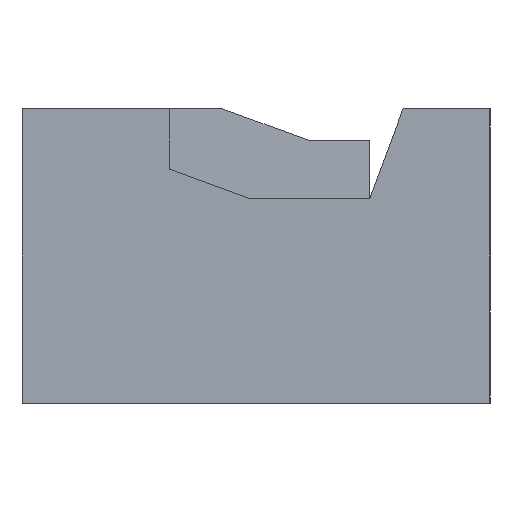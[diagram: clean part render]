
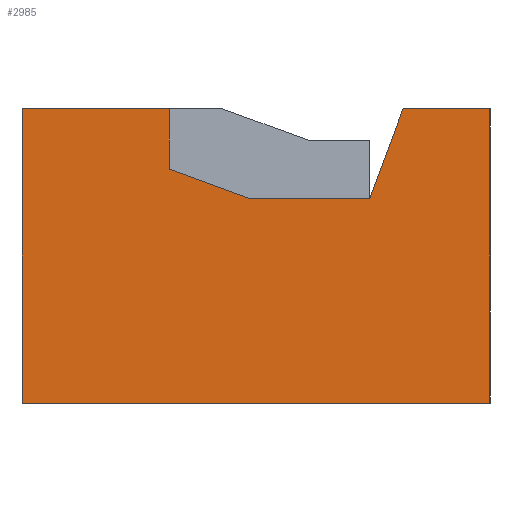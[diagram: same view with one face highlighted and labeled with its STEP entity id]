
A CAD part, left-side view. The second image highlights one B-rep face of the part: STEP entity #2985.
In plain terms, the highlighted planar face has unit normal (-1, 0, 0).
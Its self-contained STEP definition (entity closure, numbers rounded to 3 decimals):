
#1=DIRECTION('',(0.,-1.,0.));
#2=VECTOR('',#1,3.5);
#3=CARTESIAN_POINT('',(-2.775,1.75,-1.1));
#4=LINE('',#3,#2);
#17=DIRECTION('',(0.,0.349,-0.937));
#18=VECTOR('',#17,0.715);
#19=CARTESIAN_POINT('',(-2.775,-1.1,1.1));
#20=LINE('',#19,#18);
#21=DIRECTION('',(0.,0.,1.));
#22=VECTOR('',#21,2.2);
#23=CARTESIAN_POINT('',(-2.775,1.75,-1.1));
#24=LINE('',#23,#22);
#25=DIRECTION('',(0.,0.,-1.));
#26=VECTOR('',#25,0.45);
#27=CARTESIAN_POINT('',(-2.775,0.65,1.1));
#28=LINE('',#27,#26);
#29=DIRECTION('',(0.,0.939,0.345));
#30=VECTOR('',#29,0.639);
#31=CARTESIAN_POINT('',(-2.775,0.05,0.43));
#32=LINE('',#31,#30);
#33=DIRECTION('',(0.,1.,0.));
#34=VECTOR('',#33,0.9);
#35=CARTESIAN_POINT('',(-2.775,-0.85,0.43));
#36=LINE('',#35,#34);
#133=DIRECTION('',(0.,-1.,0.));
#134=VECTOR('',#133,0.65);
#135=CARTESIAN_POINT('',(-2.775,-1.1,1.1));
#136=LINE('',#135,#134);
#165=DIRECTION('',(0.,-1.,0.));
#166=VECTOR('',#165,1.1);
#167=CARTESIAN_POINT('',(-2.775,1.75,1.1));
#168=LINE('',#167,#166);
#253=DIRECTION('',(0.,0.,1.));
#254=VECTOR('',#253,2.2);
#255=CARTESIAN_POINT('',(-2.775,-1.75,-1.1));
#256=LINE('',#255,#254);
#2237=CARTESIAN_POINT('',(-2.775,1.75,-1.1));
#2238=CARTESIAN_POINT('',(-2.775,-1.75,-1.1));
#2239=VERTEX_POINT('',#2237);
#2240=VERTEX_POINT('',#2238);
#2245=CARTESIAN_POINT('',(-2.775,-1.75,1.1));
#2247=VERTEX_POINT('',#2245);
#2250=CARTESIAN_POINT('',(-2.775,1.75,1.1));
#2252=VERTEX_POINT('',#2250);
#2269=CARTESIAN_POINT('',(-2.775,-1.1,1.1));
#2270=CARTESIAN_POINT('',(-2.775,-0.85,0.43));
#2271=VERTEX_POINT('',#2269);
#2272=VERTEX_POINT('',#2270);
#2273=CARTESIAN_POINT('',(-2.775,0.05,0.43));
#2274=VERTEX_POINT('',#2273);
#2275=CARTESIAN_POINT('',(-2.775,0.65,0.65));
#2276=VERTEX_POINT('',#2275);
#2277=CARTESIAN_POINT('',(-2.775,0.65,1.1));
#2278=VERTEX_POINT('',#2277);
#2961=CARTESIAN_POINT('',(-2.775,1.75,-1.1));
#2962=DIRECTION('',(-1.,0.,0.));
#2963=DIRECTION('',(0.,-1.,0.));
#2964=AXIS2_PLACEMENT_3D('',#2961,#2962,#2963);
#2965=PLANE('',#2964);
#2967=ORIENTED_EDGE('',*,*,#2966,.F.);
#2969=ORIENTED_EDGE('',*,*,#2968,.T.);
#2971=ORIENTED_EDGE('',*,*,#2970,.F.);
#2972=ORIENTED_EDGE('',*,*,#2950,.F.);
#2974=ORIENTED_EDGE('',*,*,#2973,.T.);
#2976=ORIENTED_EDGE('',*,*,#2975,.T.);
#2978=ORIENTED_EDGE('',*,*,#2977,.T.);
#2980=ORIENTED_EDGE('',*,*,#2979,.F.);
#2982=ORIENTED_EDGE('',*,*,#2981,.F.);
#2983=EDGE_LOOP('',(#2967,#2969,#2971,#2972,#2974,#2976,#2978,#2980,#2982));
#2984=FACE_OUTER_BOUND('',#2983,.F.);
#2985=ADVANCED_FACE('',(#2984),#2965,.T.);
#2950=EDGE_CURVE('',#2239,#2240,#4,.T.);
#2966=EDGE_CURVE('',#2271,#2272,#20,.T.);
#2968=EDGE_CURVE('',#2271,#2247,#136,.T.);
#2970=EDGE_CURVE('',#2240,#2247,#256,.T.);
#2973=EDGE_CURVE('',#2239,#2252,#24,.T.);
#2975=EDGE_CURVE('',#2252,#2278,#168,.T.);
#2977=EDGE_CURVE('',#2278,#2276,#28,.T.);
#2979=EDGE_CURVE('',#2274,#2276,#32,.T.);
#2981=EDGE_CURVE('',#2272,#2274,#36,.T.);
